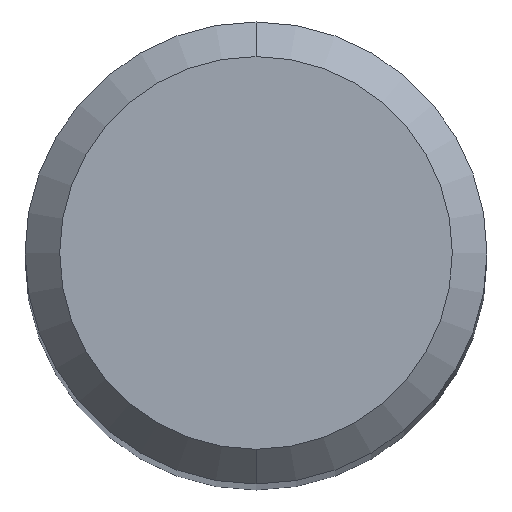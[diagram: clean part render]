
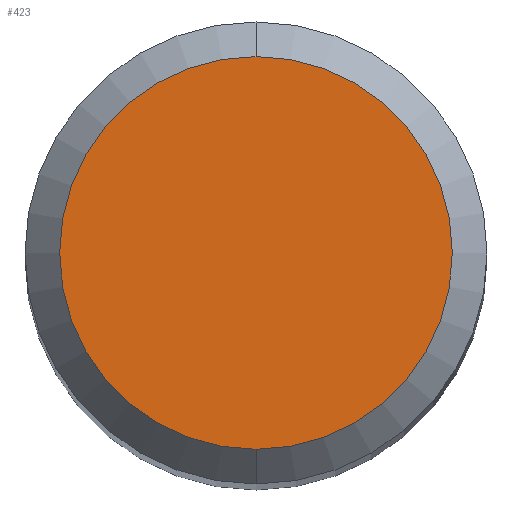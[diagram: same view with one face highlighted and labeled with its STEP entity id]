
A CAD part, top view. The second image highlights one B-rep face of the part: STEP entity #423.
In plain terms, the highlighted planar face has unit normal (0, 0, 1).
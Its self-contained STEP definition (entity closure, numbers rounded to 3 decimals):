
#289=EDGE_CURVE('',#307,#327,#608,.T.);
#307=VERTEX_POINT('',#626);
#321=EDGE_CURVE('',#327,#307,#641,.T.);
#327=VERTEX_POINT('',#647);
#423=ADVANCED_FACE('',(#756),#757,.T.);
#608=CIRCLE('',#1104,1.7);
#626=CARTESIAN_POINT('',(0.0,1.7,0.0));
#641=CIRCLE('',#1144,1.7);
#647=CARTESIAN_POINT('',(0.,-1.7,0.0));
#756=FACE_OUTER_BOUND('',#1371,.T.);
#757=PLANE('',#1372);
#1104=AXIS2_PLACEMENT_3D('',#1603,#1604,#1605);
#1144=AXIS2_PLACEMENT_3D('',#1627,#1628,#1629);
#1371=EDGE_LOOP('',(#1760,#1761));
#1372=AXIS2_PLACEMENT_3D('',#1762,#1763,#1764);
#1603=CARTESIAN_POINT('',(0.0,0.0,0.0));
#1604=DIRECTION('',(0.0,0.0,-1.0));
#1605=DIRECTION('',(0.0,1.0,0.0));
#1627=CARTESIAN_POINT('',(0.0,0.0,0.0));
#1628=DIRECTION('',(0.0,0.0,-1.0));
#1629=DIRECTION('',(0.0,1.0,0.0));
#1760=ORIENTED_EDGE('',*,*,#289,.F.);
#1761=ORIENTED_EDGE('',*,*,#321,.F.);
#1762=CARTESIAN_POINT('',(0.0,0.85,0.0));
#1763=DIRECTION('',(-0.0,0.0,1.0));
#1764=DIRECTION('',(0.0,-1.0,0.0));
